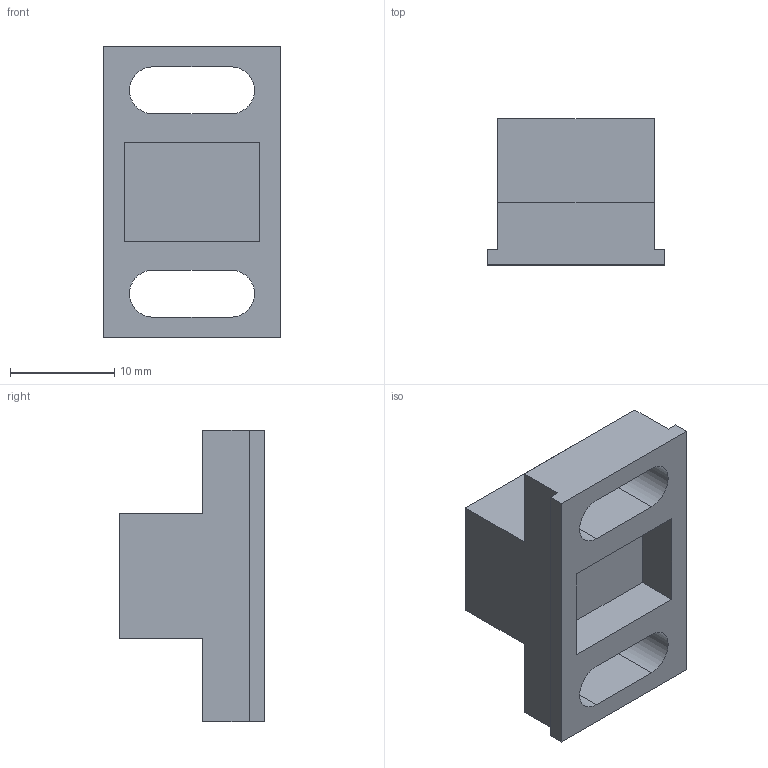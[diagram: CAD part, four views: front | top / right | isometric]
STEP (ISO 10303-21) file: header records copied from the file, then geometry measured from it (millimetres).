
FILE_DESCRIPTION (( 'STEP AP214' ), '1' );
FILE_NAME ('B873 Çàùåëêà ìàãíèòíàÿ 17õ28ìì, Ì4.STEP', '2025-07-23T09:54:42', ( '' ), ( '' ), 'SwSTEP 2.0', 'SolidWorks 2025', '' );
FILE_SCHEMA (( 'AUTOMOTIVE_DESIGN' ));
Length unit declared in the file: millimetre
Products named in the file (1): B873 Защелка магнитная 17х28мм, М4
Bounding box: 17 x 14 x 28 mm (x, y, z)
Volume: 2954.1 mm3; surface area: 2237 mm2
Topology: 1 solids, 1 shells, 27 faces, 72 edges, 48 vertices
Faces by surface type: plane 23, cylinder 4
Entity records: 865 total; most frequent: CARTESIAN_POINT 148, ORIENTED_EDGE 144, DIRECTION 136, EDGE_CURVE 72, VECTOR 64, LINE 64, VERTEX_POINT 48, AXIS2_PLACEMENT_3D 36
